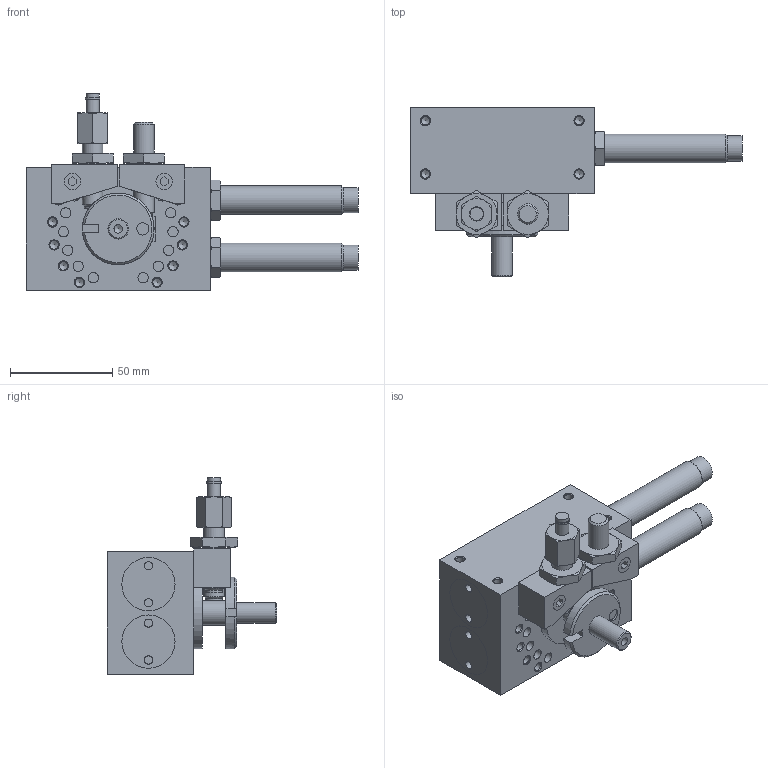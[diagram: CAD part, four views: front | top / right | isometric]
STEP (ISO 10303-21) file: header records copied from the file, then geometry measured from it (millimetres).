
FILE_DESCRIPTION((''),'2;1');
FILE_NAME('MSD-1.stp','2012-10-12T07:51:08',('hartung_david'),(''),'Autodesk Inventor 2012','Autodesk Inventor 2012','');
FILE_SCHEMA(('AUTOMOTIVE_DESIGN { 1 0 10303 214 1 1 1 1 }'));
Length unit declared in the file: millimetre
Products named in the file (3): MSD-1; MSD-1-010; MSD-1-020
Assembly tree (2 placements, depth 2):
  MSD-1
    MSD-1-010
    MSD-1-020
Bounding box: 162 x 82.5 x 96 mm (x, y, z)
Volume: 284035.4 mm3; surface area: 48978.4 mm2
Topology: 2 solids, 8 shells, 324 faces, 684 edges, 419 vertices
Faces by surface type: plane 145, cone 104, cylinder 75
Full cylindrical faces by diameter (mm): 4 x4, 4.134 x17, 4.917 x4, 5 x16, 6 x1, 6.4 x2, 7 x1, 8 x4, 10 x11, 12.16 x2, 14 x4, 18 x1, 24 x1, 26 x2, 35 x1
Entity records: 8020 total; most frequent: CARTESIAN_POINT 1494, DIRECTION 1318, ORIENTED_EDGE 1078, AXIS2_PLACEMENT_3D 570, EDGE_CURVE 539, EDGE_LOOP 479, VERTEX_POINT 386, STYLED_ITEM 326
